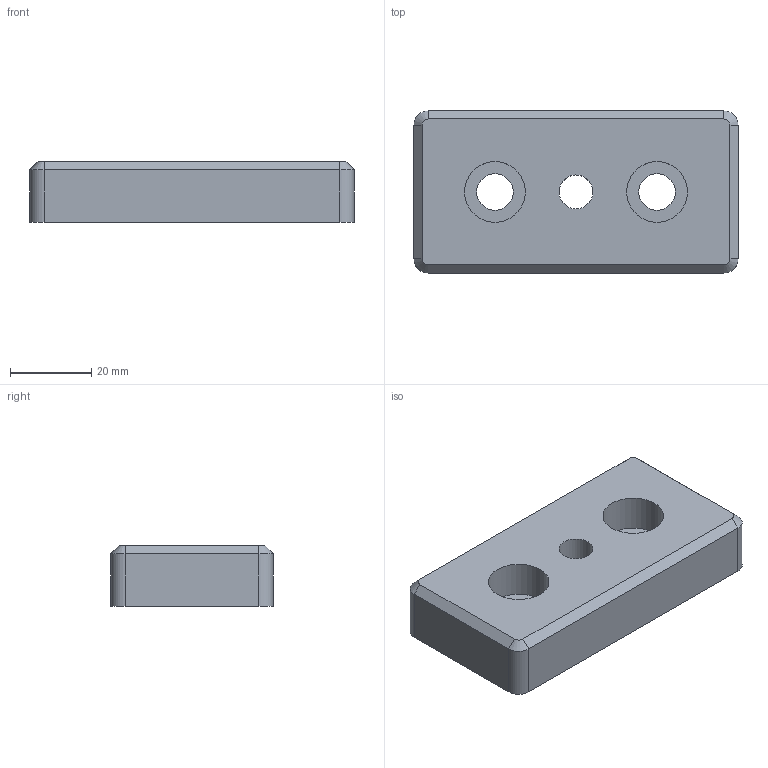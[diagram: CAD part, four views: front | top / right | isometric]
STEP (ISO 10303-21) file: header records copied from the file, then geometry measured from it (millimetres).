
FILE_DESCRIPTION((''),'2;1');
FILE_NAME('SZ0212V-A.stp','2013-08-21T13:37:59',('janine behrens'),(''),'Autodesk Inventor 2012','Autodesk Inventor 2012','');
FILE_SCHEMA(('AUTOMOTIVE_DESIGN { 1 0 10303 214 1 1 1 1 }'));
Length unit declared in the file: millimetre
Products named in the file (1): SZ0212V-A
Bounding box: 80 x 40 x 15 mm (x, y, z)
Volume: 42611.9 mm3; surface area: 10827.1 mm2
Topology: 1 solids, 1 shells, 25 faces, 56 edges, 35 vertices
Faces by surface type: plane 12, cylinder 9, cone 4
Full cylindrical faces by diameter (mm): 8.376 x1, 9 x2, 15 x2
Entity records: 700 total; most frequent: DIRECTION 124, CARTESIAN_POINT 110, ORIENTED_EDGE 100, EDGE_CURVE 50, AXIS2_PLACEMENT_3D 48, EDGE_LOOP 38, VERTEX_POINT 34, VECTOR 28
